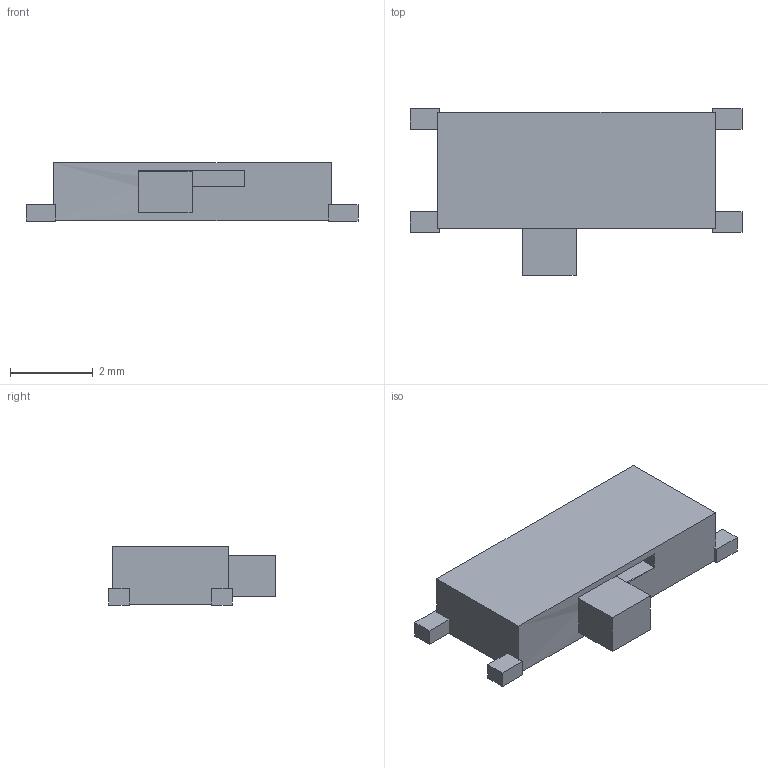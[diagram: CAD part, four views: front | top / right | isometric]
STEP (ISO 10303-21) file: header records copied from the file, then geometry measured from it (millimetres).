
FILE_DESCRIPTION(('eMachineShop Model'),'2;1');
FILE_NAME('MK-12C02-G015_1695346264.203.step', '2023-01-30T22:02:14',('eMachineShop'),('eMachineShop'), 'eMachineShop','eMachineShop','Unknown');
FILE_SCHEMA(('CONFIG_CONTROL_DESIGN'));
Length unit declared in the file: millimetre
Products named in the file (1): eMachineShop
Bounding box: 8.01 x 4.03 x 1.4 mm (x, y, z)
Volume: 0.6 mm3; surface area: 85.8 mm2
Topology: 4 solids, 5 shells, 51 faces, 108 edges, 64 vertices
Faces by surface type: plane 51
Entity records: 2708 total; most frequent: CARTESIAN_POINT 448, DIRECTION 412, LINE 308, VECTOR 308, ORIENTED_EDGE 209, PCURVE 209, DEFINITIONAL_REPRESENTATION 209, EDGE_CURVE 110
